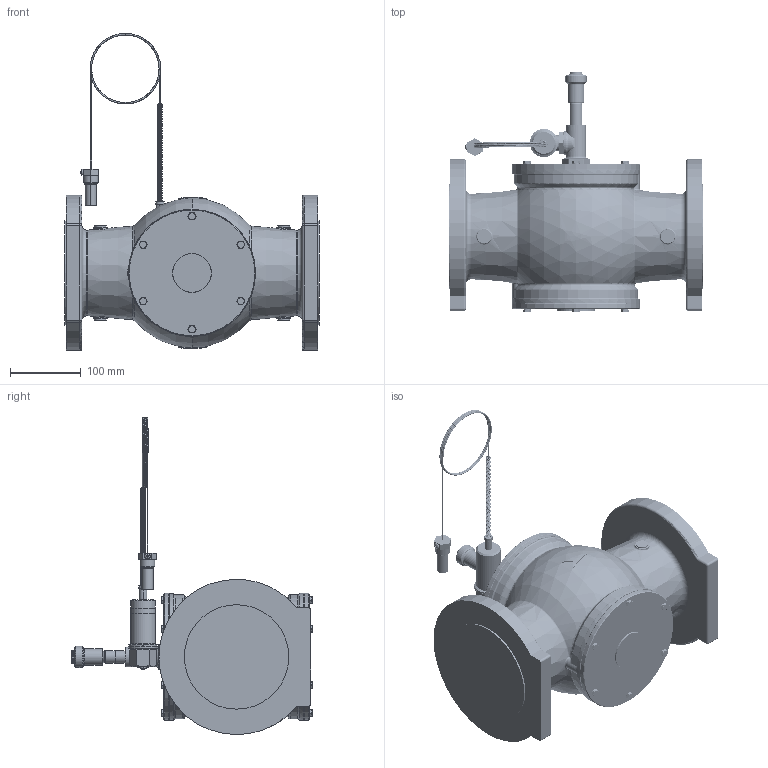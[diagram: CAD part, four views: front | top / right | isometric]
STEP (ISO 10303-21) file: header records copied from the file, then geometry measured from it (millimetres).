
FILE_DESCRIPTION (( 'STEP AP203' ), '1' );
FILE_NAME ('VIC-A-DN100_BIM_capilare.STEP', '2023-03-22T08:27:11', ( '' ), ( '' ), 'SwSTEP 2.0', 'SolidWorks 2021', '' );
FILE_SCHEMA (( 'CONFIG_CONTROL_DESIGN' ));
Products named in the file (1): VIC-A-DN100_BIM_capilare
Bounding box: 360 x 340.25 x 449.3 mm (x, y, z)
Volume: 9332477.7 mm3; surface area: 420062.7 mm2
Topology: 1 solids, 1 shells, 707 faces, 1605 edges, 929 vertices
Faces by surface type: plane 267, cone 155, cylinder 154, torus 59, bspline 40, sphere 32
Entity records: 61183 total; most frequent: CARTESIAN_POINT 45657, DIRECTION 3342, ORIENTED_EDGE 3182, EDGE_CURVE 1591, AXIS2_PLACEMENT_3D 1400, VERTEX_POINT 929, EDGE_LOOP 750, CIRCLE 732
